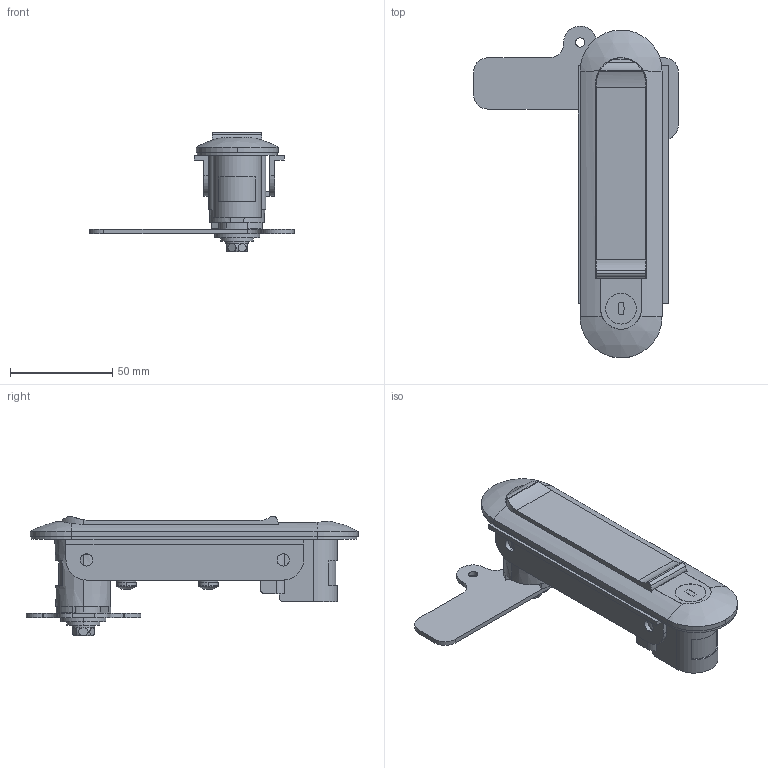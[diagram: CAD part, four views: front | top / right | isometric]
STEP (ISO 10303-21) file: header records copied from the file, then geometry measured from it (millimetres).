
FILE_DESCRIPTION (( 'STEP AP203' ), '1' );
FILE_NAME ('A-488-4.STEP', '2021-11-05T06:41:08', ( '' ), ( '' ), 'SwSTEP 2.0', 'SolidWorks 2018', '' );
FILE_SCHEMA (( 'CONFIG_CONTROL_DESIGN' ));
Length unit declared in the file: millimetre
Products named in the file (15): 廫帤寠晅偒榋妏儃儖僩M6_M6亊18; A-488-4角穴ワッシャー_; A-488-4ハンドル_; スプリングワッシャーM6_JIS B 1251 No.2 6; A-488-4ワッシャー_; A-488十字穴付なべねじM5_M5×12; 廫帤寠晅側傋偹偠M5_M5 x 10; スプリングワッシャーM5_JIS B 1251 No.2 5; A-488-4止め板_; A-488-4回転軸_; A-488-4僗僩僢僷乕_ SP; A-488-4本体__R0220; A-488-4; A-488-4パッキン_; AC-25-E-1,-2_AC-25-E-2
Assembly tree (15 placements, depth 3):
  A-488-4
    A-488-4本体__R0220
    A-488-4回転軸_
    A-488-4パッキン_
    A-488-4ハンドル_
    A-488-4僗僩僢僷乕_ SP
    AC-25-E-1,-2_AC-25-E-2
    A-488-4角穴ワッシャー_
    A-488-4ワッシャー_
    廫帤寠晅偒榋妏儃儖僩M6_M6亊18
    スプリングワッシャーM6_JIS B 1251 No.2 6
    A-488-4止め板_
    A-488十字穴付なべねじM5_M5×12  x2
      廫帤寠晅側傋偹偠M5_M5 x 10
      スプリングワッシャーM5_JIS B 1251 No.2 5
Bounding box: 100 x 162 x 58.32 mm (x, y, z)
Volume: 120238.5 mm3; surface area: 70960.5 mm2
Topology: 15 solids, 15 shells, 372 faces, 935 edges, 610 vertices
Faces by surface type: plane 217, cylinder 132, torus 10, cone 7, sphere 6
Entity records: 12558 total; most frequent: CARTESIAN_POINT 2391, DIRECTION 1855, ORIENTED_EDGE 1730, EDGE_CURVE 865, AXIS2_PLACEMENT_3D 666, VERTEX_POINT 564, VECTOR 523, LINE 523
